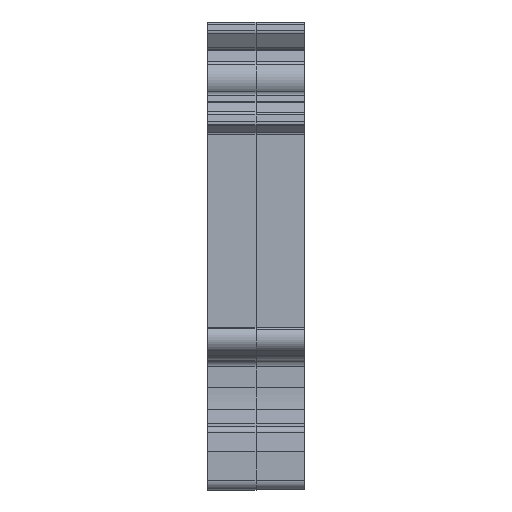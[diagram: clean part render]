
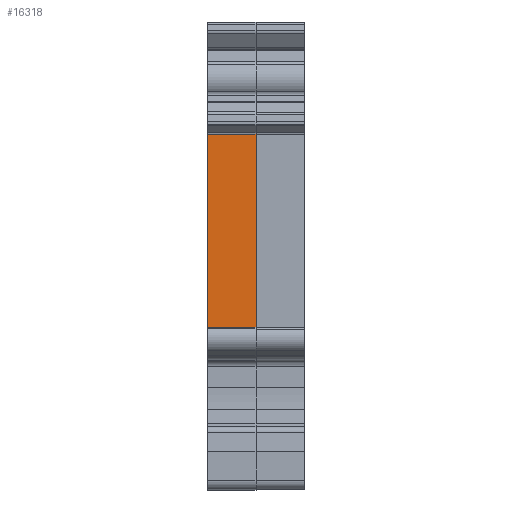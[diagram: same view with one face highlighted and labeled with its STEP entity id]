
A CAD part, left-side view. The second image highlights one B-rep face of the part: STEP entity #16318.
In plain terms, the highlighted planar face has unit normal (-1, 0, 0).
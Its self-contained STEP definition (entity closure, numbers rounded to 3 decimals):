
#146 = PLANE ( 'NONE',  #40003 ) ;
#2275 = EDGE_CURVE ( 'NONE', #35077, #42321, #16499, .T. ) ;
#3945 = ORIENTED_EDGE ( 'NONE', *, *, #22461, .T. ) ;
#4646 = CARTESIAN_POINT ( 'NONE',  ( -51.7, 10., 29.588 ) ) ;
#4689 = CARTESIAN_POINT ( 'NONE',  ( -51.7, 5., 9.575 ) ) ;
#8411 = CARTESIAN_POINT ( 'NONE',  ( -51.7, 5., 9.575 ) ) ;
#9311 = DIRECTION ( 'NONE',  ( 0., -1., 0. ) ) ;
#9524 = EDGE_CURVE ( 'NONE', #30995, #11100, #34503, .T. ) ;
#11100 = VERTEX_POINT ( 'NONE', #27399 ) ;
#11267 = FACE_OUTER_BOUND ( 'NONE', #43360, .T. ) ;
#11927 = LINE ( 'NONE', #4689, #17362 ) ;
#15456 = ORIENTED_EDGE ( 'NONE', *, *, #2275, .T. ) ;
#15828 = DIRECTION ( 'NONE',  ( 0., -1., 0. ) ) ;
#15933 = ORIENTED_EDGE ( 'NONE', *, *, #29595, .F. ) ;
#16318 = ADVANCED_FACE ( 'NONE', ( #11267 ), #146, .F. ) ;
#16499 = LINE ( 'NONE', #31116, #32999 ) ;
#17362 = VECTOR ( 'NONE', #40614, 1000. ) ;
#22461 = EDGE_CURVE ( 'NONE', #42321, #11100, #11927, .T. ) ;
#22499 = CARTESIAN_POINT ( 'NONE',  ( -51.7, 9.95, 9.575 ) ) ;
#23346 = VECTOR ( 'NONE', #15828, 1000. ) ;
#26383 = CARTESIAN_POINT ( 'NONE',  ( -51.7, 9.95, 29.588 ) ) ;
#27399 = CARTESIAN_POINT ( 'NONE',  ( -51.7, 5., 29.588 ) ) ;
#29595 = EDGE_CURVE ( 'NONE', #35077, #30995, #35696, .T. ) ;
#30995 = VERTEX_POINT ( 'NONE', #4646 ) ;
#31116 = CARTESIAN_POINT ( 'NONE',  ( -51.7, 9.95, 9.575 ) ) ;
#32717 = ORIENTED_EDGE ( 'NONE', *, *, #9524, .F. ) ;
#32999 = VECTOR ( 'NONE', #9311, 1000. ) ;
#34503 = LINE ( 'NONE', #26383, #23346 ) ;
#35077 = VERTEX_POINT ( 'NONE', #41911 ) ;
#35696 = LINE ( 'NONE', #38791, #41331 ) ;
#36610 = DIRECTION ( 'NONE',  ( 0., -1., 0. ) ) ;
#38791 = CARTESIAN_POINT ( 'NONE',  ( -51.7, 10., 9.575 ) ) ;
#40003 = AXIS2_PLACEMENT_3D ( 'NONE', #22499, #43995, #36610 ) ;
#40614 = DIRECTION ( 'NONE',  ( 0., 0., 1. ) ) ;
#41331 = VECTOR ( 'NONE', #42599, 1000. ) ;
#41911 = CARTESIAN_POINT ( 'NONE',  ( -51.7, 10., 9.575 ) ) ;
#42321 = VERTEX_POINT ( 'NONE', #8411 ) ;
#42599 = DIRECTION ( 'NONE',  ( 0., 0., 1. ) ) ;
#43360 = EDGE_LOOP ( 'NONE', ( #15456, #3945, #32717, #15933 ) ) ;
#43995 = DIRECTION ( 'NONE',  ( 1., 0., 0. ) ) ;
